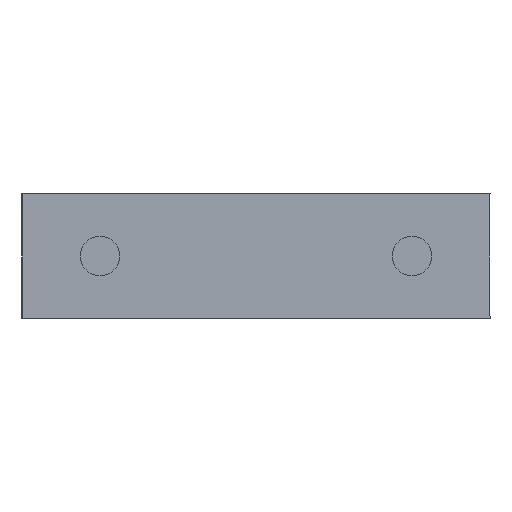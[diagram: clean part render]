
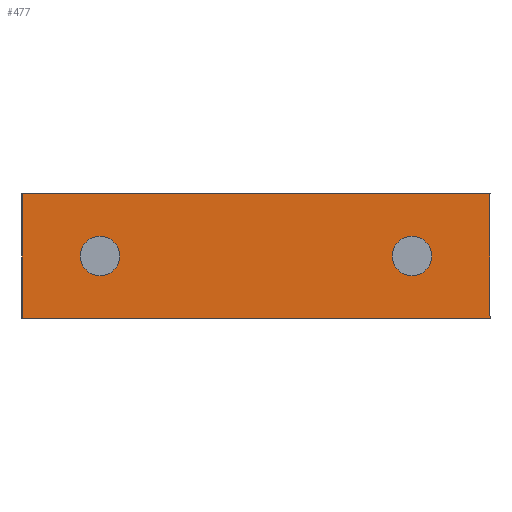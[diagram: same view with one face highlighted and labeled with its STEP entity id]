
A CAD part, front view. The second image highlights one B-rep face of the part: STEP entity #477.
In plain terms, the highlighted planar face has unit normal (0, -1, 0).
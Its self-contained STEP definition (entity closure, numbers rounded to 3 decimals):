
#29=FACE_BOUND('',#94,.T.);
#30=FACE_BOUND('',#95,.T.);
#42=PLANE('',#555);
#65=FACE_OUTER_BOUND('',#93,.T.);
#93=EDGE_LOOP('',(#413,#414,#415,#416));
#94=EDGE_LOOP('',(#417,#418));
#95=EDGE_LOOP('',(#419,#420));
#110=LINE('',#737,#136);
#124=LINE('',#845,#150);
#125=LINE('',#847,#151);
#126=LINE('',#848,#152);
#136=VECTOR('',#576,10.);
#150=VECTOR('',#700,10.);
#151=VECTOR('',#701,10.);
#152=VECTOR('',#702,10.);
#195=CIRCLE('',#550,1.264);
#196=CIRCLE('',#551,1.264);
#197=CIRCLE('',#553,1.264);
#198=CIRCLE('',#554,1.264);
#205=VERTEX_POINT('',#734);
#206=VERTEX_POINT('',#736);
#241=VERTEX_POINT('',#832);
#242=VERTEX_POINT('',#833);
#243=VERTEX_POINT('',#838);
#244=VERTEX_POINT('',#839);
#245=VERTEX_POINT('',#844);
#246=VERTEX_POINT('',#846);
#256=EDGE_CURVE('',#206,#205,#110,.T.);
#302=EDGE_CURVE('',#241,#242,#195,.T.);
#303=EDGE_CURVE('',#242,#241,#196,.T.);
#305=EDGE_CURVE('',#243,#244,#197,.T.);
#306=EDGE_CURVE('',#244,#243,#198,.T.);
#308=EDGE_CURVE('',#205,#245,#124,.T.);
#309=EDGE_CURVE('',#245,#246,#125,.T.);
#310=EDGE_CURVE('',#246,#206,#126,.T.);
#413=ORIENTED_EDGE('',*,*,#308,.T.);
#414=ORIENTED_EDGE('',*,*,#309,.T.);
#415=ORIENTED_EDGE('',*,*,#310,.T.);
#416=ORIENTED_EDGE('',*,*,#256,.T.);
#417=ORIENTED_EDGE('',*,*,#305,.T.);
#418=ORIENTED_EDGE('',*,*,#306,.T.);
#419=ORIENTED_EDGE('',*,*,#302,.T.);
#420=ORIENTED_EDGE('',*,*,#303,.T.);
#477=ADVANCED_FACE('',(#65,#29,#30),#42,.T.);
#550=AXIS2_PLACEMENT_3D('',#834,#686,#687);
#551=AXIS2_PLACEMENT_3D('',#835,#688,#689);
#553=AXIS2_PLACEMENT_3D('',#840,#693,#694);
#554=AXIS2_PLACEMENT_3D('',#841,#695,#696);
#555=AXIS2_PLACEMENT_3D('',#843,#698,#699);
#576=DIRECTION('',(-1.,0.,0.));
#686=DIRECTION('center_axis',(0.,1.,0.));
#687=DIRECTION('ref_axis',(-0.814,0.,-0.581));
#688=DIRECTION('center_axis',(0.,1.,0.));
#689=DIRECTION('ref_axis',(-0.814,0.,-0.581));
#693=DIRECTION('center_axis',(0.,1.,0.));
#694=DIRECTION('ref_axis',(-0.814,0.,-0.581));
#695=DIRECTION('center_axis',(0.,1.,0.));
#696=DIRECTION('ref_axis',(-0.814,0.,-0.581));
#698=DIRECTION('center_axis',(0.,-1.,0.));
#699=DIRECTION('ref_axis',(0.,0.,-1.));
#700=DIRECTION('',(0.,0.,-1.));
#701=DIRECTION('',(1.,0.,0.));
#702=DIRECTION('',(0.,0.,1.));
#734=CARTESIAN_POINT('',(42.347,6.289,1117.934));
#736=CARTESIAN_POINT('',(72.347,6.289,1117.934));
#737=CARTESIAN_POINT('',(72.347,6.289,1117.934));
#832=CARTESIAN_POINT('',(46.082,6.289,1113.934));
#833=CARTESIAN_POINT('',(48.611,6.289,1113.934));
#834=CARTESIAN_POINT('Origin',(47.347,6.289,1113.934));
#835=CARTESIAN_POINT('Origin',(47.347,6.289,1113.934));
#838=CARTESIAN_POINT('',(66.082,6.289,1113.934));
#839=CARTESIAN_POINT('',(68.611,6.289,1113.934));
#840=CARTESIAN_POINT('Origin',(67.347,6.289,1113.934));
#841=CARTESIAN_POINT('Origin',(67.347,6.289,1113.934));
#843=CARTESIAN_POINT('Origin',(57.347,6.289,1109.924));
#844=CARTESIAN_POINT('',(42.347,6.289,1109.934));
#845=CARTESIAN_POINT('',(42.347,6.289,1117.934));
#846=CARTESIAN_POINT('',(72.347,6.289,1109.934));
#847=CARTESIAN_POINT('',(42.347,6.289,1109.934));
#848=CARTESIAN_POINT('',(72.347,6.289,1109.934));
